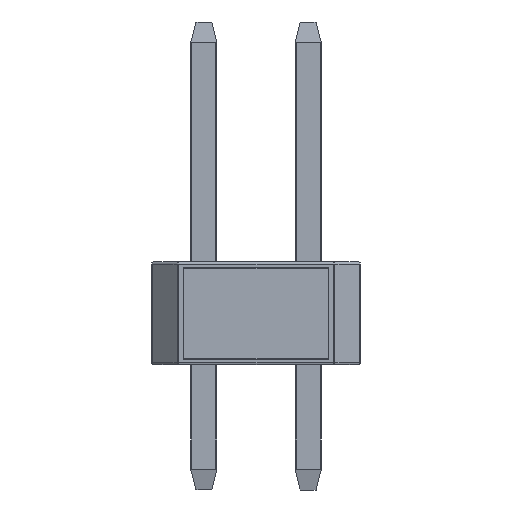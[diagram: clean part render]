
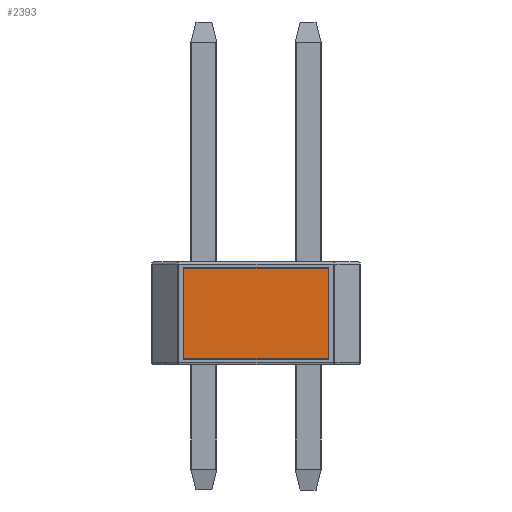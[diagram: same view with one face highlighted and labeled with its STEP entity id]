
A CAD part, left-side view. The second image highlights one B-rep face of the part: STEP entity #2393.
In plain terms, the highlighted planar face has unit normal (-1, 0, 0).
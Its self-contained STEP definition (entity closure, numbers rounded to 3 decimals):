
#442=FACE_OUTER_BOUND('',#568,.T.);
#568=EDGE_LOOP('',(#1970,#1971,#1972,#1973));
#707=LINE('',#3729,#923);
#708=LINE('',#3734,#924);
#711=LINE('',#3742,#927);
#713=LINE('',#3745,#929);
#923=VECTOR('',#2970,10.);
#924=VECTOR('',#2975,10.);
#927=VECTOR('',#2984,10.);
#929=VECTOR('',#2988,10.);
#1120=VERTEX_POINT('',#3726);
#1121=VERTEX_POINT('',#3728);
#1122=VERTEX_POINT('',#3732);
#1123=VERTEX_POINT('',#3733);
#1336=EDGE_CURVE('',#1121,#1120,#707,.T.);
#1338=EDGE_CURVE('',#1122,#1123,#708,.T.);
#1343=EDGE_CURVE('',#1120,#1122,#711,.T.);
#1345=EDGE_CURVE('',#1123,#1121,#713,.T.);
#1970=ORIENTED_EDGE('',*,*,#1343,.T.);
#1971=ORIENTED_EDGE('',*,*,#1338,.T.);
#1972=ORIENTED_EDGE('',*,*,#1345,.T.);
#1973=ORIENTED_EDGE('',*,*,#1336,.T.);
#2156=PLANE('',#2639);
#2393=ADVANCED_FACE('',(#442),#2156,.T.);
#2639=AXIS2_PLACEMENT_3D('',#3943,#3239,#3240);
#2970=DIRECTION('',(0.,1.,0.));
#2975=DIRECTION('',(0.,-1.,0.));
#2984=DIRECTION('',(0.,0.,-1.));
#2988=DIRECTION('',(0.,0.,1.));
#3239=DIRECTION('center_axis',(-1.,0.,0.));
#3240=DIRECTION('ref_axis',(0.,0.,1.));
#3726=CARTESIAN_POINT('',(-1.27,3.023,2.35));
#3728=CARTESIAN_POINT('',(-1.27,-0.488,2.35));
#3729=CARTESIAN_POINT('',(-1.27,3.023,2.35));
#3732=CARTESIAN_POINT('',(-1.27,3.023,0.15));
#3733=CARTESIAN_POINT('',(-1.27,-0.488,0.15));
#3734=CARTESIAN_POINT('',(-1.27,-0.488,0.15));
#3742=CARTESIAN_POINT('',(-1.27,3.023,0.15));
#3745=CARTESIAN_POINT('',(-1.27,-0.488,2.35));
#3943=CARTESIAN_POINT('Origin',(-1.27,1.268,1.25));
